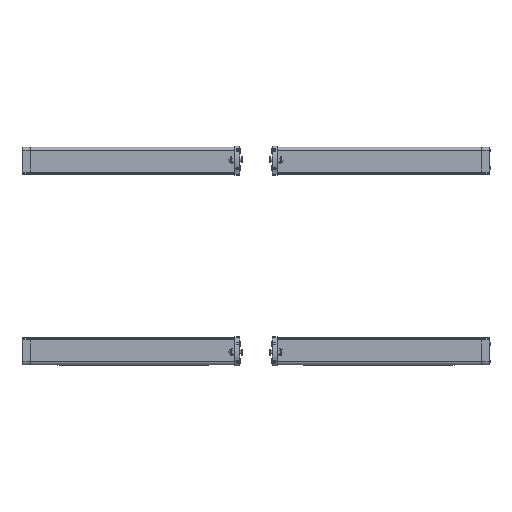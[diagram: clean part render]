
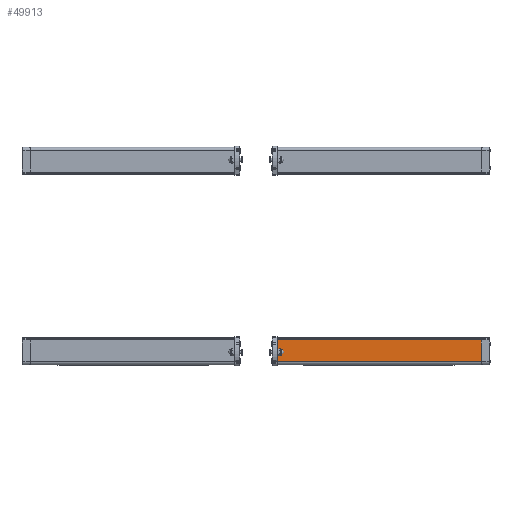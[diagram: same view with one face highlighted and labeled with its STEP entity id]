
A CAD part, front view. The second image highlights one B-rep face of the part: STEP entity #49913.
In plain terms, the highlighted planar face has unit normal (0, -1, 0).
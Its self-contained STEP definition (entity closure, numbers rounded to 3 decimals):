
#1380=PLANE('',#53249);
#2729=FACE_OUTER_BOUND('',#5825,.T.);
#5825=EDGE_LOOP('',(#33878,#33879,#33880,#33881));
#9200=LINE('',#76634,#13448);
#9219=LINE('',#76709,#13467);
#9220=LINE('',#76712,#13468);
#9221=LINE('',#76713,#13469);
#13448=VECTOR('',#59956,1.);
#13467=VECTOR('',#60023,1.);
#13468=VECTOR('',#60026,1.);
#13469=VECTOR('',#60027,1.);
#20815=VERTEX_POINT('',#76631);
#20816=VERTEX_POINT('',#76633);
#20848=VERTEX_POINT('',#76707);
#20849=VERTEX_POINT('',#76711);
#25792=EDGE_CURVE('',#20815,#20816,#9200,.T.);
#25830=EDGE_CURVE('',#20848,#20816,#9219,.T.);
#25831=EDGE_CURVE('',#20849,#20848,#9220,.T.);
#25832=EDGE_CURVE('',#20849,#20815,#9221,.T.);
#33878=ORIENTED_EDGE('',*,*,#25831,.T.);
#33879=ORIENTED_EDGE('',*,*,#25830,.T.);
#33880=ORIENTED_EDGE('',*,*,#25792,.F.);
#33881=ORIENTED_EDGE('',*,*,#25832,.F.);
#49913=ADVANCED_FACE('',(#2729),#1380,.T.);
#53249=AXIS2_PLACEMENT_3D('',#76710,#60024,#60025);
#59956=DIRECTION('',(0.,0.,-1.));
#60023=DIRECTION('',(1.,0.,0.));
#60024=DIRECTION('center_axis',(0.,-1.,0.));
#60025=DIRECTION('ref_axis',(0.,0.,-1.));
#60026=DIRECTION('',(0.,0.,-1.));
#60027=DIRECTION('',(1.,0.,0.));
#76631=CARTESIAN_POINT('',(897.968,-3.35,-1.806));
#76633=CARTESIAN_POINT('',(897.968,-3.35,-37.994));
#76634=CARTESIAN_POINT('',(897.968,-3.35,-1.806));
#76707=CARTESIAN_POINT('',(557.968,-3.35,-37.994));
#76709=CARTESIAN_POINT('',(557.968,-3.35,-37.994));
#76710=CARTESIAN_POINT('Origin',(557.968,-3.35,-1.806));
#76711=CARTESIAN_POINT('',(557.968,-3.35,-1.806));
#76712=CARTESIAN_POINT('',(557.968,-3.35,-1.806));
#76713=CARTESIAN_POINT('',(557.968,-3.35,-1.806));
